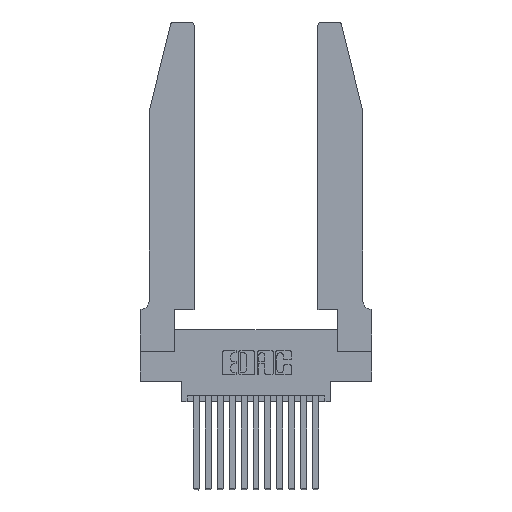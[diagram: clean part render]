
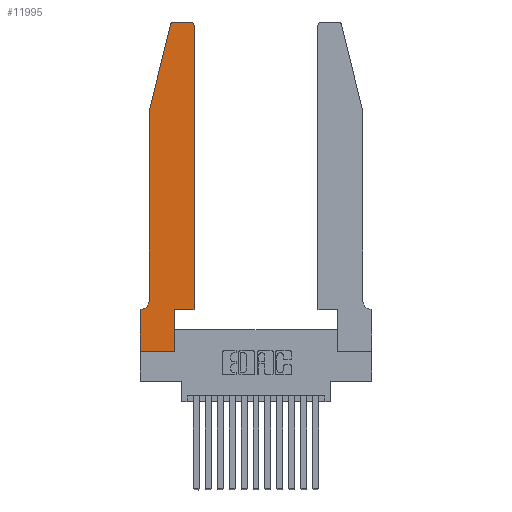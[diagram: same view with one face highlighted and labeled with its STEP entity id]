
A CAD part, top view. The second image highlights one B-rep face of the part: STEP entity #11995.
In plain terms, the highlighted planar face has unit normal (0, 0, 1).
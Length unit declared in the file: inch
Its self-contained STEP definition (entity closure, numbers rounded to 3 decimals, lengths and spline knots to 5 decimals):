
#336 = EDGE_CURVE ( 'NONE', #988, #11957, #10916, .T. ) ;
#413 = CARTESIAN_POINT ( 'NONE',  ( 0.0755, 2., 0.37 ) ) ;
#988 = VERTEX_POINT ( 'NONE', #7211 ) ;
#1211 = LINE ( 'NONE', #10609, #15186 ) ;
#1237 = VECTOR ( 'NONE', #1942, 39.37008 ) ;
#1383 = CARTESIAN_POINT ( 'NONE',  ( 0.0055, 0.42, 0.37 ) ) ;
#1639 = CARTESIAN_POINT ( 'NONE',  ( 0.4505, 0.35, 0.37 ) ) ;
#1757 = CARTESIAN_POINT ( 'NONE',  ( 0.0755, 2., 0.37 ) ) ;
#1942 = DIRECTION ( 'NONE',  ( -1., 0., 0. ) ) ;
#2004 = CIRCLE ( 'NONE', #4468, 0.07 ) ;
#2075 = DIRECTION ( 'NONE',  ( 0., 0., 1. ) ) ;
#2426 = VECTOR ( 'NONE', #11681, 39.37008 ) ;
#2556 = CARTESIAN_POINT ( 'NONE',  ( 0.25487, 2.72718, 0.37 ) ) ;
#2824 = VERTEX_POINT ( 'NONE', #4399 ) ;
#3036 = VERTEX_POINT ( 'NONE', #13072 ) ;
#3343 = CARTESIAN_POINT ( 'NONE',  ( 0.4505, 0.35, 0.37 ) ) ;
#4033 = CARTESIAN_POINT ( 'NONE',  ( 0., 0.35, 0.37 ) ) ;
#4390 = DIRECTION ( 'NONE',  ( 1., 0., 0. ) ) ;
#4399 = CARTESIAN_POINT ( 'NONE',  ( 0.284, 2.75, 0.37 ) ) ;
#4468 = AXIS2_PLACEMENT_3D ( 'NONE', #1383, #5499, #5324 ) ;
#4612 = LINE ( 'NONE', #3343, #15010 ) ;
#5304 = VERTEX_POINT ( 'NONE', #12951 ) ;
#5324 = DIRECTION ( 'NONE',  ( -1., 0., 0. ) ) ;
#5396 = LINE ( 'NONE', #1757, #16242 ) ;
#5425 = EDGE_CURVE ( 'NONE', #14311, #6608, #1211, .T. ) ;
#5452 = VERTEX_POINT ( 'NONE', #2556 ) ;
#5499 = DIRECTION ( 'NONE',  ( 0., 0., -1. ) ) ;
#5656 = ORIENTED_EDGE ( 'NONE', *, *, #6337, .T. ) ;
#5685 = EDGE_CURVE ( 'NONE', #2824, #5452, #13709, .T. ) ;
#5808 = AXIS2_PLACEMENT_3D ( 'NONE', #14408, #2075, #7399 ) ;
#5842 = EDGE_LOOP ( 'NONE', ( #13332, #7029, #5656, #7209, #10259, #7865, #16594, #15321, #14631, #14334, #7135, #10037 ) ) ;
#6337 = EDGE_CURVE ( 'NONE', #5452, #6379, #5396, .T. ) ;
#6379 = VERTEX_POINT ( 'NONE', #413 ) ;
#6443 = AXIS2_PLACEMENT_3D ( 'NONE', #8441, #16456, #4390 ) ;
#6585 = EDGE_CURVE ( 'NONE', #5304, #3036, #9033, .T. ) ;
#6608 = VERTEX_POINT ( 'NONE', #4033 ) ;
#6958 = PLANE ( 'NONE',  #6443 ) ;
#6997 = CARTESIAN_POINT ( 'NONE',  ( 0.284, 2.72, 0.37 ) ) ;
#7029 = ORIENTED_EDGE ( 'NONE', *, *, #5685, .T. ) ;
#7044 = EDGE_CURVE ( 'NONE', #6608, #5304, #14733, .T. ) ;
#7135 = ORIENTED_EDGE ( 'NONE', *, *, #10564, .T. ) ;
#7209 = ORIENTED_EDGE ( 'NONE', *, *, #10339, .T. ) ;
#7211 = CARTESIAN_POINT ( 'NONE',  ( 0.4505, 2.72, 0.37 ) ) ;
#7262 = CARTESIAN_POINT ( 'NONE',  ( 0.0755, 2., 0.37 ) ) ;
#7264 = EDGE_CURVE ( 'NONE', #7298, #14311, #2004, .T. ) ;
#7298 = VERTEX_POINT ( 'NONE', #16140 ) ;
#7399 = DIRECTION ( 'NONE',  ( 1., 0., 0. ) ) ;
#7458 = CARTESIAN_POINT ( 'NONE',  ( 0.0055, 0.35, 0.37 ) ) ;
#7490 = VERTEX_POINT ( 'NONE', #17480 ) ;
#7865 = ORIENTED_EDGE ( 'NONE', *, *, #5425, .T. ) ;
#8441 = CARTESIAN_POINT ( 'NONE',  ( 0., 0.35, 0.37 ) ) ;
#8913 = VECTOR ( 'NONE', #12423, 39.37008 ) ;
#9033 = LINE ( 'NONE', #12792, #9664 ) ;
#9106 = VECTOR ( 'NONE', #12956, 39.37008 ) ;
#9335 = LINE ( 'NONE', #1639, #8913 ) ;
#9664 = VECTOR ( 'NONE', #13134, 39.37008 ) ;
#9697 = EDGE_CURVE ( 'NONE', #17250, #7490, #9335, .T. ) ;
#9792 = DIRECTION ( 'NONE',  ( 1., 0., 0. ) ) ;
#9863 = CARTESIAN_POINT ( 'NONE',  ( 0.2865, 0.35, 0.37 ) ) ;
#10037 = ORIENTED_EDGE ( 'NONE', *, *, #336, .T. ) ;
#10259 = ORIENTED_EDGE ( 'NONE', *, *, #7264, .T. ) ;
#10339 = EDGE_CURVE ( 'NONE', #6379, #7298, #10976, .T. ) ;
#10447 = EDGE_CURVE ( 'NONE', #3036, #17250, #14608, .T. ) ;
#10564 = EDGE_CURVE ( 'NONE', #7490, #988, #4612, .T. ) ;
#10572 = EDGE_CURVE ( 'NONE', #11957, #2824, #11412, .T. ) ;
#10609 = CARTESIAN_POINT ( 'NONE',  ( 0.0755, 0.35, 0.37 ) ) ;
#10916 = CIRCLE ( 'NONE', #5808, 0.03 ) ;
#10976 = LINE ( 'NONE', #7262, #11178 ) ;
#11084 = DIRECTION ( 'NONE',  ( 0., 0., 1. ) ) ;
#11178 = VECTOR ( 'NONE', #14034, 39.37008 ) ;
#11412 = LINE ( 'NONE', #11580, #1237 ) ;
#11580 = CARTESIAN_POINT ( 'NONE',  ( 0.2605, 2.75, 0.37 ) ) ;
#11681 = DIRECTION ( 'NONE',  ( 0., -1., 0. ) ) ;
#11957 = VERTEX_POINT ( 'NONE', #12341 ) ;
#11995 = ADVANCED_FACE ( 'NONE', ( #13702 ), #6958, .T. ) ;
#12341 = CARTESIAN_POINT ( 'NONE',  ( 0.4205, 2.75, 0.37 ) ) ;
#12423 = DIRECTION ( 'NONE',  ( 1., 0., 0. ) ) ;
#12474 = CARTESIAN_POINT ( 'NONE',  ( 0.2865, 0.35, 0.37 ) ) ;
#12786 = DIRECTION ( 'NONE',  ( 0., 1., 0. ) ) ;
#12788 = AXIS2_PLACEMENT_3D ( 'NONE', #6997, #11084, #9792 ) ;
#12792 = CARTESIAN_POINT ( 'NONE',  ( 0., 0., 0.37 ) ) ;
#12951 = CARTESIAN_POINT ( 'NONE',  ( 0., 0., 0.37 ) ) ;
#12956 = DIRECTION ( 'NONE',  ( 0., 1., 0. ) ) ;
#13066 = DIRECTION ( 'NONE',  ( -1., 0., 0. ) ) ;
#13072 = CARTESIAN_POINT ( 'NONE',  ( 0.2865, 0., 0.37 ) ) ;
#13134 = DIRECTION ( 'NONE',  ( 1., 0., 0. ) ) ;
#13332 = ORIENTED_EDGE ( 'NONE', *, *, #10572, .T. ) ;
#13702 = FACE_OUTER_BOUND ( 'NONE', #5842, .T. ) ;
#13709 = CIRCLE ( 'NONE', #12788, 0.03 ) ;
#14034 = DIRECTION ( 'NONE',  ( 0., -1., 0. ) ) ;
#14311 = VERTEX_POINT ( 'NONE', #7458 ) ;
#14334 = ORIENTED_EDGE ( 'NONE', *, *, #9697, .T. ) ;
#14408 = CARTESIAN_POINT ( 'NONE',  ( 0.4205, 2.72, 0.37 ) ) ;
#14608 = LINE ( 'NONE', #12474, #9106 ) ;
#14631 = ORIENTED_EDGE ( 'NONE', *, *, #10447, .T. ) ;
#14733 = LINE ( 'NONE', #15675, #2426 ) ;
#15010 = VECTOR ( 'NONE', #12786, 39.37008 ) ;
#15186 = VECTOR ( 'NONE', #13066, 39.37008 ) ;
#15321 = ORIENTED_EDGE ( 'NONE', *, *, #6585, .T. ) ;
#15675 = CARTESIAN_POINT ( 'NONE',  ( 0., 0., 0.37 ) ) ;
#16140 = CARTESIAN_POINT ( 'NONE',  ( 0.0755, 0.42, 0.37 ) ) ;
#16242 = VECTOR ( 'NONE', #16573, 39.37008 ) ;
#16456 = DIRECTION ( 'NONE',  ( 0., 0., 1. ) ) ;
#16573 = DIRECTION ( 'NONE',  ( -0.239, -0.971, 0. ) ) ;
#16594 = ORIENTED_EDGE ( 'NONE', *, *, #7044, .T. ) ;
#17250 = VERTEX_POINT ( 'NONE', #9863 ) ;
#17480 = CARTESIAN_POINT ( 'NONE',  ( 0.4505, 0.35, 0.37 ) ) ;
